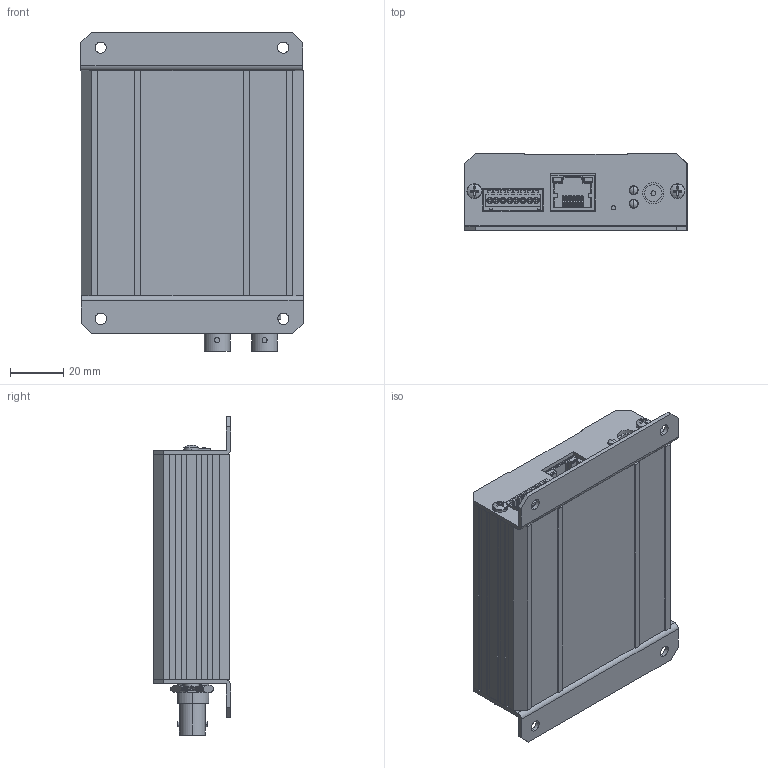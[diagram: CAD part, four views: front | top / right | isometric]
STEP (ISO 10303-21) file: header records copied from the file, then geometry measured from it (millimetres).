
FILE_DESCRIPTION (( 'STEP AP214' ), '1' );
FILE_NAME ('2453S.STEP', '2018-07-26T20:47:31', ( '' ), ( '' ), 'SwSTEP 2.0', 'SolidWorks 2012', '' );
FILE_SCHEMA (( 'AUTOMOTIVE_DESIGN' ));
Length unit declared in the file: inch
Products named in the file (15): pan cross head_ai_CR-PHMS 0.112-40x0.125x0.125-N; 2453-back_2453 Front; 2453-back_L-Bracket; 2453; 3MM_2UP; HDR-2mm_16 Pin; MC-0.5-G-2.5_8; Tactile switch_901; Jack_CP-102a; RJ45-RA-LED; STEREOJACK; BNC_metal body; 2453-extrusn; 2453S
Assembly tree (23 placements, depth 3):
  2453S
    2453-extrusn
    2453
      2453
      BNC_metal body  x2
      STEREOJACK  x3
      RJ45-RA-LED
      Jack_CP-102a
      Tactile switch_901
      MC-0.5-G-2.5_8
      HDR-2mm_16 Pin  x4
      3MM_2UP
    2453-back_L-Bracket
    2453-back_2453 Front
    pan cross head_ai_CR-PHMS 0.112-40x0.125x0.125-N  x4
Bounding box: 83.24 x 28.96 x 119.38 mm (x, y, z)
Volume: 76758 mm3; surface area: 87701.9 mm2
Topology: 40 solids, 40 shells, 2640 faces, 6708 edges, 4369 vertices
Faces by surface type: plane 1931, cylinder 509, cone 78, torus 68, bspline 46, sphere 8
Entity records: 52755 total; most frequent: CARTESIAN_POINT 9486, ORIENTED_EDGE 7732, DIRECTION 7350, EDGE_CURVE 3866, LINE 2784, VECTOR 2784, VERTEX_POINT 2497, AXIS2_PLACEMENT_3D 2283
